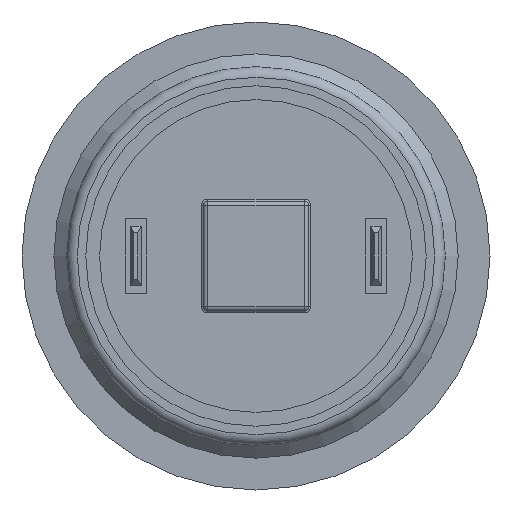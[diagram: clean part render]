
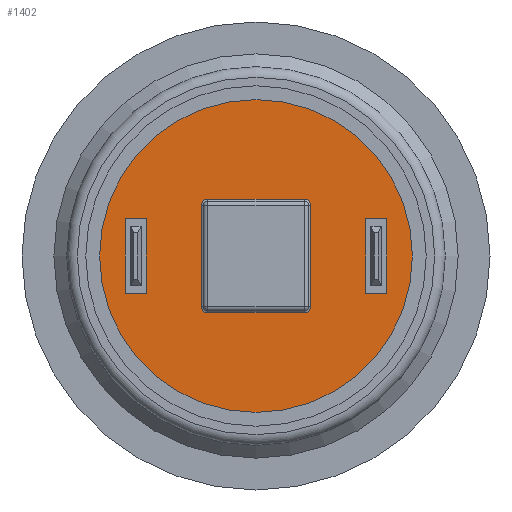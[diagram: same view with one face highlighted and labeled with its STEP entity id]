
A CAD part, front view. The second image highlights one B-rep face of the part: STEP entity #1402.
In plain terms, the highlighted planar face has unit normal (0, -1, 0).
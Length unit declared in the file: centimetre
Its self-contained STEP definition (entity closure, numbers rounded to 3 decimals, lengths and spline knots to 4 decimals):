
#30=FACE_BOUND('',#523,.T.);
#31=FACE_BOUND('',#524,.T.);
#32=FACE_BOUND('',#525,.T.);
#129=LINE('',#2243,#250);
#132=LINE('',#2249,#253);
#135=LINE('',#2255,#256);
#138=LINE('',#2259,#259);
#141=LINE('',#2268,#262);
#144=LINE('',#2274,#265);
#147=LINE('',#2280,#268);
#150=LINE('',#2284,#271);
#151=LINE('',#2314,#272);
#153=LINE('',#2326,#274);
#171=LINE('',#2381,#292);
#173=LINE('',#2384,#294);
#250=VECTOR('',#1797,1.);
#253=VECTOR('',#1802,1.);
#256=VECTOR('',#1807,1.);
#259=VECTOR('',#1812,1.);
#262=VECTOR('',#1819,1.);
#265=VECTOR('',#1824,1.);
#268=VECTOR('',#1829,1.);
#271=VECTOR('',#1834,1.);
#272=VECTOR('',#1869,1.);
#274=VECTOR('',#1883,1.);
#292=VECTOR('',#1951,1.);
#294=VECTOR('',#1955,1.);
#344=PLANE('',#1561);
#424=FACE_OUTER_BOUND('',#522,.T.);
#522=EDGE_LOOP('',(#1236));
#523=EDGE_LOOP('',(#1237,#1238,#1239,#1240));
#524=EDGE_LOOP('',(#1241,#1242,#1243,#1244));
#525=EDGE_LOOP('',(#1245,#1246,#1247,#1248,#1249,#1250,#1251,#1252));
#579=CIRCLE('',#1515,0.03);
#581=CIRCLE('',#1518,0.03);
#585=CIRCLE('',#1523,0.03);
#589=CIRCLE('',#1529,0.03);
#605=CIRCLE('',#1562,0.735);
#684=VERTEX_POINT('',#2240);
#685=VERTEX_POINT('',#2242);
#687=VERTEX_POINT('',#2248);
#689=VERTEX_POINT('',#2254);
#692=VERTEX_POINT('',#2265);
#693=VERTEX_POINT('',#2267);
#695=VERTEX_POINT('',#2273);
#697=VERTEX_POINT('',#2279);
#700=VERTEX_POINT('',#2290);
#701=VERTEX_POINT('',#2292);
#702=VERTEX_POINT('',#2296);
#703=VERTEX_POINT('',#2297);
#706=VERTEX_POINT('',#2305);
#707=VERTEX_POINT('',#2306);
#710=VERTEX_POINT('',#2317);
#711=VERTEX_POINT('',#2318);
#726=VERTEX_POINT('',#2388);
#836=EDGE_CURVE('',#685,#684,#129,.T.);
#839=EDGE_CURVE('',#687,#685,#132,.T.);
#842=EDGE_CURVE('',#689,#687,#135,.T.);
#845=EDGE_CURVE('',#684,#689,#138,.T.);
#848=EDGE_CURVE('',#693,#692,#141,.T.);
#851=EDGE_CURVE('',#695,#693,#144,.T.);
#854=EDGE_CURVE('',#697,#695,#147,.T.);
#857=EDGE_CURVE('',#692,#697,#150,.T.);
#860=EDGE_CURVE('',#700,#701,#579,.T.);
#862=EDGE_CURVE('',#702,#703,#581,.T.);
#866=EDGE_CURVE('',#706,#707,#585,.T.);
#870=EDGE_CURVE('',#707,#700,#151,.T.);
#872=EDGE_CURVE('',#710,#711,#589,.T.);
#876=EDGE_CURVE('',#711,#706,#153,.T.);
#906=EDGE_CURVE('',#703,#710,#171,.T.);
#908=EDGE_CURVE('',#701,#702,#173,.T.);
#910=EDGE_CURVE('',#726,#726,#605,.T.);
#1236=ORIENTED_EDGE('',*,*,#910,.F.);
#1237=ORIENTED_EDGE('',*,*,#836,.T.);
#1238=ORIENTED_EDGE('',*,*,#845,.T.);
#1239=ORIENTED_EDGE('',*,*,#842,.T.);
#1240=ORIENTED_EDGE('',*,*,#839,.T.);
#1241=ORIENTED_EDGE('',*,*,#848,.T.);
#1242=ORIENTED_EDGE('',*,*,#857,.T.);
#1243=ORIENTED_EDGE('',*,*,#854,.T.);
#1244=ORIENTED_EDGE('',*,*,#851,.T.);
#1245=ORIENTED_EDGE('',*,*,#872,.F.);
#1246=ORIENTED_EDGE('',*,*,#906,.F.);
#1247=ORIENTED_EDGE('',*,*,#862,.F.);
#1248=ORIENTED_EDGE('',*,*,#908,.F.);
#1249=ORIENTED_EDGE('',*,*,#860,.F.);
#1250=ORIENTED_EDGE('',*,*,#870,.F.);
#1251=ORIENTED_EDGE('',*,*,#866,.F.);
#1252=ORIENTED_EDGE('',*,*,#876,.F.);
#1402=ADVANCED_FACE('',(#424,#30,#31,#32),#344,.F.);
#1515=AXIS2_PLACEMENT_3D('',#2293,#1843,#1844);
#1518=AXIS2_PLACEMENT_3D('',#2298,#1849,#1850);
#1523=AXIS2_PLACEMENT_3D('',#2307,#1859,#1860);
#1529=AXIS2_PLACEMENT_3D('',#2319,#1873,#1874);
#1561=AXIS2_PLACEMENT_3D('',#2387,#1959,#1960);
#1562=AXIS2_PLACEMENT_3D('',#2389,#1961,#1962);
#1797=DIRECTION('',(0.,0.,1.));
#1802=DIRECTION('',(-1.,0.,0.));
#1807=DIRECTION('',(0.,0.,-1.));
#1812=DIRECTION('',(1.,0.,0.));
#1819=DIRECTION('',(0.,0.,1.));
#1824=DIRECTION('',(-1.,0.,0.));
#1829=DIRECTION('',(0.,0.,-1.));
#1834=DIRECTION('',(1.,0.,0.));
#1843=DIRECTION('center_axis',(0.,-1.,0.));
#1844=DIRECTION('ref_axis',(0.707,0.,0.707));
#1849=DIRECTION('center_axis',(0.,-1.,0.));
#1850=DIRECTION('ref_axis',(-0.707,0.,0.707));
#1859=DIRECTION('center_axis',(0.,-1.,0.));
#1860=DIRECTION('ref_axis',(0.707,0.,-0.707));
#1869=DIRECTION('',(0.,0.,1.));
#1873=DIRECTION('center_axis',(0.,-1.,0.));
#1874=DIRECTION('ref_axis',(-0.707,0.,-0.707));
#1883=DIRECTION('',(1.,0.,0.));
#1951=DIRECTION('',(0.,0.,-1.));
#1955=DIRECTION('',(-1.,0.,0.));
#1959=DIRECTION('center_axis',(0.,1.,0.));
#1960=DIRECTION('ref_axis',(-1.,0.,0.));
#1961=DIRECTION('center_axis',(0.,1.,0.));
#1962=DIRECTION('ref_axis',(-1.,0.,0.));
#2240=CARTESIAN_POINT('',(0.515,-0.25,0.175));
#2242=CARTESIAN_POINT('',(0.515,-0.25,-0.175));
#2243=CARTESIAN_POINT('',(0.515,-0.25,0.0875));
#2248=CARTESIAN_POINT('',(0.615,-0.25,-0.175));
#2249=CARTESIAN_POINT('',(0.2575,-0.25,-0.175));
#2254=CARTESIAN_POINT('',(0.615,-0.25,0.175));
#2255=CARTESIAN_POINT('',(0.615,-0.25,-0.0875));
#2259=CARTESIAN_POINT('',(0.2825,-0.25,0.175));
#2265=CARTESIAN_POINT('',(-0.615,-0.25,0.175));
#2267=CARTESIAN_POINT('',(-0.615,-0.25,-0.175));
#2268=CARTESIAN_POINT('',(-0.615,-0.25,0.0875));
#2273=CARTESIAN_POINT('',(-0.515,-0.25,-0.175));
#2274=CARTESIAN_POINT('',(-0.3075,-0.25,-0.175));
#2279=CARTESIAN_POINT('',(-0.515,-0.25,0.175));
#2280=CARTESIAN_POINT('',(-0.515,-0.25,-0.0875));
#2284=CARTESIAN_POINT('',(-0.2825,-0.25,0.175));
#2290=CARTESIAN_POINT('',(0.2575,-0.25,0.2375));
#2292=CARTESIAN_POINT('',(0.2275,-0.25,0.2675));
#2293=CARTESIAN_POINT('Origin',(0.2275,-0.25,0.2375));
#2296=CARTESIAN_POINT('',(-0.2275,-0.25,0.2675));
#2297=CARTESIAN_POINT('',(-0.2575,-0.25,0.2375));
#2298=CARTESIAN_POINT('Origin',(-0.2275,-0.25,0.2375));
#2305=CARTESIAN_POINT('',(0.2275,-0.25,-0.2675));
#2306=CARTESIAN_POINT('',(0.2575,-0.25,-0.2375));
#2307=CARTESIAN_POINT('Origin',(0.2275,-0.25,-0.2375));
#2314=CARTESIAN_POINT('',(0.2575,-0.25,0.1288));
#2317=CARTESIAN_POINT('',(-0.2575,-0.25,-0.2375));
#2318=CARTESIAN_POINT('',(-0.2275,-0.25,-0.2675));
#2319=CARTESIAN_POINT('Origin',(-0.2275,-0.25,-0.2375));
#2326=CARTESIAN_POINT('',(0.1238,-0.25,-0.2675));
#2381=CARTESIAN_POINT('',(-0.2575,-0.25,-0.1288));
#2384=CARTESIAN_POINT('',(-0.1238,-0.25,0.2675));
#2387=CARTESIAN_POINT('Origin',(0.,-0.25,0.));
#2388=CARTESIAN_POINT('',(0.735,-0.25,0.));
#2389=CARTESIAN_POINT('Origin',(0.,-0.25,0.));
